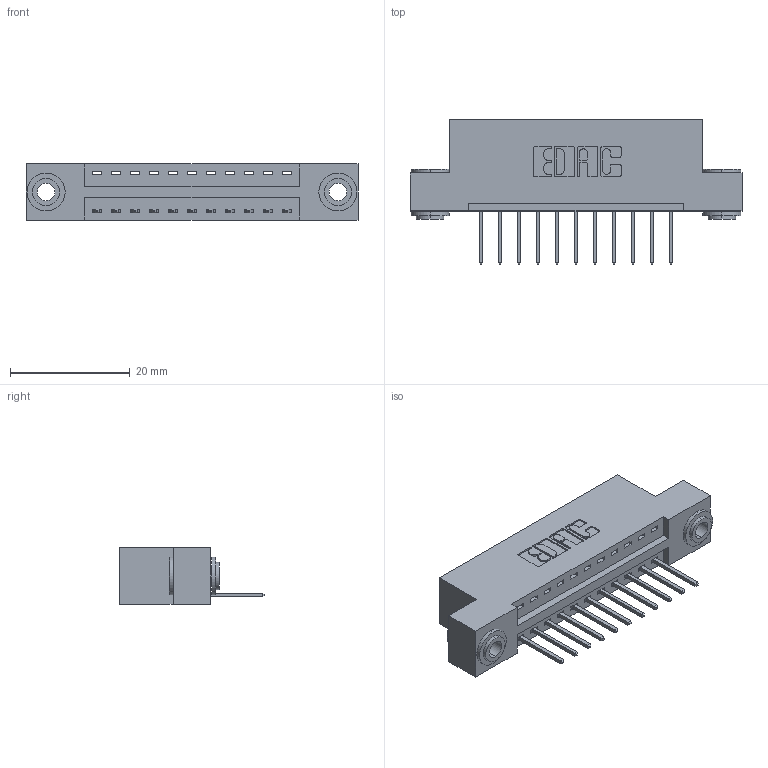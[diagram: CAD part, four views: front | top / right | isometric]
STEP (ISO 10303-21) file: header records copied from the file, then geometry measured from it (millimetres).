
FILE_DESCRIPTION (( 'STEP AP203' ), '1' );
FILE_NAME ('396-011-526-103.STEP', '2019-10-26T14:55:55', ( '' ), ( '' ), 'SwSTEP 2.0', 'SolidWorks 2016', '' );
FILE_SCHEMA (( 'CONFIG_CONTROL_DESIGN' ));
Length unit declared in the file: inch
Products named in the file (4): 346 Part_Flush Mounting Lugs - 0.156 Dia-TH; 345-250-002_345-250-002-102; 396-011-526-103; 345-292-001_345-293-126
Assembly tree (14 placements, depth 2):
  396-011-526-103
    346 Part_Flush Mounting Lugs - 0.156 Dia-TH
    345-292-001_345-293-126  x11
    345-250-002_345-250-002-102  x2
Bounding box: 55.5 x 24.13 x 9.4 mm (x, y, z)
Volume: 5109.5 mm3; surface area: 6260.2 mm2
Topology: 14 solids, 14 shells, 798 faces, 2341 edges, 1542 vertices
Faces by surface type: plane 526, cylinder 264, cone 8
Entity records: 11668 total; most frequent: CARTESIAN_POINT 1988, ORIENTED_EDGE 1926, DIRECTION 1823, EDGE_CURVE 963, VECTOR 763, LINE 763, VERTEX_POINT 638, AXIS2_PLACEMENT_3D 530
